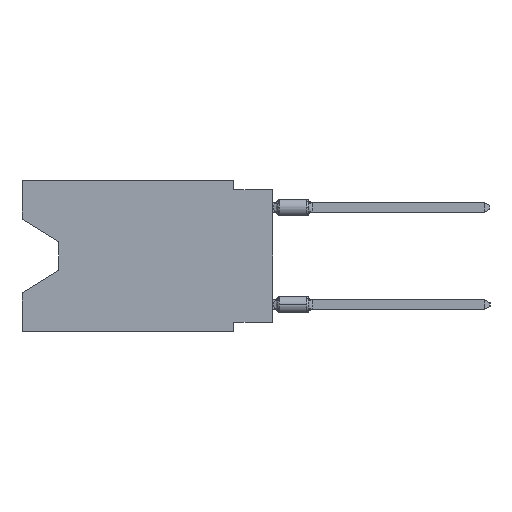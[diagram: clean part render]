
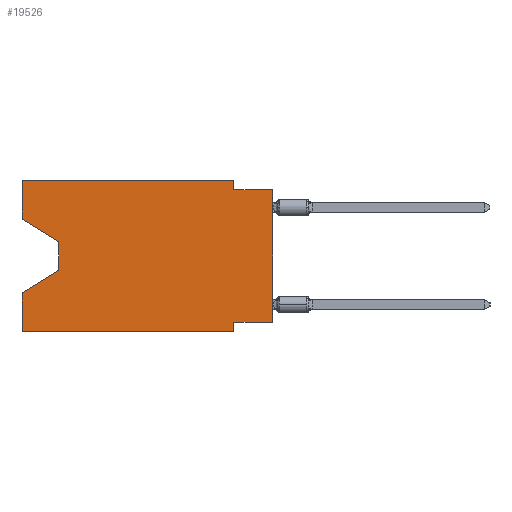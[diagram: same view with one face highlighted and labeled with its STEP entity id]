
A CAD part, left-side view. The second image highlights one B-rep face of the part: STEP entity #19526.
In plain terms, the highlighted planar face has unit normal (-1, 0, 0).
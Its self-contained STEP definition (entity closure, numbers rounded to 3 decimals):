
#315 = CARTESIAN_POINT ( 'NONE',  ( 0., 16.383, 0. ) ) ;
#365 = DIRECTION ( 'NONE',  ( 0., -1., 0. ) ) ;
#517 = EDGE_CURVE ( 'NONE', #25562, #2669, #28484, .T. ) ;
#612 = EDGE_CURVE ( 'NONE', #38364, #22857, #42020, .T. ) ;
#1477 = DIRECTION ( 'NONE',  ( 0., 1., 0. ) ) ;
#1632 = ORIENTED_EDGE ( 'NONE', *, *, #25133, .T. ) ;
#1974 = DIRECTION ( 'NONE',  ( 0., -1., 0. ) ) ;
#2175 = ORIENTED_EDGE ( 'NONE', *, *, #27188, .T. ) ;
#2669 = VERTEX_POINT ( 'NONE', #6755 ) ;
#3615 = VERTEX_POINT ( 'NONE', #40780 ) ;
#5043 = ORIENTED_EDGE ( 'NONE', *, *, #36702, .F. ) ;
#5179 = VECTOR ( 'NONE', #13384, 1000. ) ;
#5438 = CARTESIAN_POINT ( 'NONE',  ( 0., 2.54, -0.635 ) ) ;
#5499 = CARTESIAN_POINT ( 'NONE',  ( 0., 16.383, 0. ) ) ;
#5529 = CARTESIAN_POINT ( 'NONE',  ( 0., 16.383, -2.546 ) ) ;
#5744 = CARTESIAN_POINT ( 'NONE',  ( 0., 13.97, -5.893 ) ) ;
#6755 = CARTESIAN_POINT ( 'NONE',  ( 0., 16.383, -7.36 ) ) ;
#7637 = VECTOR ( 'NONE', #18830, 1000. ) ;
#8104 = EDGE_CURVE ( 'NONE', #14108, #12016, #16743, .T. ) ;
#8355 = CARTESIAN_POINT ( 'NONE',  ( 0., 0., 0. ) ) ;
#8629 = LINE ( 'NONE', #18713, #26385 ) ;
#9645 = CARTESIAN_POINT ( 'NONE',  ( 0., 2.54, -9.906 ) ) ;
#9766 = CARTESIAN_POINT ( 'NONE',  ( 0., 16.383, 0. ) ) ;
#11543 = DIRECTION ( 'NONE',  ( 0., -0.855, -0.519 ) ) ;
#11548 = CARTESIAN_POINT ( 'NONE',  ( 0., 0., -9.271 ) ) ;
#11574 = ORIENTED_EDGE ( 'NONE', *, *, #612, .F. ) ;
#12016 = VERTEX_POINT ( 'NONE', #28128 ) ;
#13384 = DIRECTION ( 'NONE',  ( 0., 0., 1. ) ) ;
#14108 = VERTEX_POINT ( 'NONE', #34736 ) ;
#15383 = ORIENTED_EDGE ( 'NONE', *, *, #30816, .F. ) ;
#15848 = EDGE_CURVE ( 'NONE', #3615, #25562, #32102, .T. ) ;
#16599 = LINE ( 'NONE', #315, #5179 ) ;
#16743 = LINE ( 'NONE', #9645, #23340 ) ;
#16952 = DIRECTION ( 'NONE',  ( 0., -1., 0. ) ) ;
#17148 = DIRECTION ( 'NONE',  ( 1., 0., 0. ) ) ;
#17325 = EDGE_LOOP ( 'NONE', ( #2175, #26315, #36324, #24421, #1632, #18565, #5043, #35183, #34494, #33373, #11574, #15383 ) ) ;
#17953 = VECTOR ( 'NONE', #365, 1000. ) ;
#18057 = LINE ( 'NONE', #25111, #32539 ) ;
#18204 = CARTESIAN_POINT ( 'NONE',  ( 0., 16.383, -9.906 ) ) ;
#18435 = VECTOR ( 'NONE', #1477, 1000. ) ;
#18547 = VERTEX_POINT ( 'NONE', #33553 ) ;
#18565 = ORIENTED_EDGE ( 'NONE', *, *, #8104, .F. ) ;
#18713 = CARTESIAN_POINT ( 'NONE',  ( 0., 2.54, 0. ) ) ;
#18830 = DIRECTION ( 'NONE',  ( 0., 0.855, -0.519 ) ) ;
#18933 = DIRECTION ( 'NONE',  ( 0., 0., -1. ) ) ;
#19015 = CARTESIAN_POINT ( 'NONE',  ( 0., 13.97, -4.013 ) ) ;
#19526 = ADVANCED_FACE ( 'NONE', ( #21790 ), #23774, .F. ) ;
#20194 = VERTEX_POINT ( 'NONE', #29440 ) ;
#20368 = LINE ( 'NONE', #26366, #38789 ) ;
#21487 = CARTESIAN_POINT ( 'NONE',  ( 0., 16.383, 0. ) ) ;
#21506 = CARTESIAN_POINT ( 'NONE',  ( 0., 16.383, 0. ) ) ;
#21790 = FACE_OUTER_BOUND ( 'NONE', #17325, .T. ) ;
#21872 = DIRECTION ( 'NONE',  ( 0., 0., 1. ) ) ;
#22421 = DIRECTION ( 'NONE',  ( 0., 0., -1. ) ) ;
#22728 = DIRECTION ( 'NONE',  ( 0., 0., -1. ) ) ;
#22857 = VERTEX_POINT ( 'NONE', #34898 ) ;
#23340 = VECTOR ( 'NONE', #22728, 1000. ) ;
#23774 = PLANE ( 'NONE',  #31873 ) ;
#24421 = ORIENTED_EDGE ( 'NONE', *, *, #41676, .F. ) ;
#24649 = LINE ( 'NONE', #8355, #29626 ) ;
#24888 = EDGE_CURVE ( 'NONE', #37662, #20194, #18057, .T. ) ;
#25111 = CARTESIAN_POINT ( 'NONE',  ( 0., 0., -0.635 ) ) ;
#25133 = EDGE_CURVE ( 'NONE', #33109, #12016, #20368, .T. ) ;
#25562 = VERTEX_POINT ( 'NONE', #26963 ) ;
#26315 = ORIENTED_EDGE ( 'NONE', *, *, #15848, .T. ) ;
#26366 = CARTESIAN_POINT ( 'NONE',  ( 0., 16.383, -9.906 ) ) ;
#26385 = VECTOR ( 'NONE', #18933, 1000. ) ;
#26395 = VERTEX_POINT ( 'NONE', #41712 ) ;
#26765 = EDGE_CURVE ( 'NONE', #18547, #20194, #24649, .T. ) ;
#26824 = VECTOR ( 'NONE', #22421, 1000. ) ;
#26963 = CARTESIAN_POINT ( 'NONE',  ( 0., 13.97, -5.893 ) ) ;
#27188 = EDGE_CURVE ( 'NONE', #26395, #3615, #31490, .T. ) ;
#28128 = CARTESIAN_POINT ( 'NONE',  ( 0., 2.54, -9.906 ) ) ;
#28484 = LINE ( 'NONE', #5744, #7637 ) ;
#28540 = VECTOR ( 'NONE', #11543, 1000. ) ;
#29440 = CARTESIAN_POINT ( 'NONE',  ( 0., 0., -0.635 ) ) ;
#29626 = VECTOR ( 'NONE', #21872, 1000. ) ;
#30816 = EDGE_CURVE ( 'NONE', #26395, #38364, #16599, .T. ) ;
#31490 = LINE ( 'NONE', #5529, #28540 ) ;
#31873 = AXIS2_PLACEMENT_3D ( 'NONE', #5499, #17148, #33652 ) ;
#32102 = LINE ( 'NONE', #19015, #26824 ) ;
#32539 = VECTOR ( 'NONE', #1974, 1000. ) ;
#33109 = VERTEX_POINT ( 'NONE', #18204 ) ;
#33373 = ORIENTED_EDGE ( 'NONE', *, *, #39610, .F. ) ;
#33553 = CARTESIAN_POINT ( 'NONE',  ( 0., 0., -9.271 ) ) ;
#33652 = DIRECTION ( 'NONE',  ( 0., 0., -1. ) ) ;
#34494 = ORIENTED_EDGE ( 'NONE', *, *, #24888, .F. ) ;
#34736 = CARTESIAN_POINT ( 'NONE',  ( 0., 2.54, -9.271 ) ) ;
#34898 = CARTESIAN_POINT ( 'NONE',  ( 0., 2.54, 0. ) ) ;
#34901 = VECTOR ( 'NONE', #41281, 1000. ) ;
#35183 = ORIENTED_EDGE ( 'NONE', *, *, #26765, .T. ) ;
#36324 = ORIENTED_EDGE ( 'NONE', *, *, #517, .T. ) ;
#36702 = EDGE_CURVE ( 'NONE', #18547, #14108, #37314, .T. ) ;
#37314 = LINE ( 'NONE', #11548, #18435 ) ;
#37662 = VERTEX_POINT ( 'NONE', #5438 ) ;
#38281 = LINE ( 'NONE', #21506, #34901 ) ;
#38364 = VERTEX_POINT ( 'NONE', #21487 ) ;
#38789 = VECTOR ( 'NONE', #16952, 1000. ) ;
#39610 = EDGE_CURVE ( 'NONE', #22857, #37662, #8629, .T. ) ;
#40780 = CARTESIAN_POINT ( 'NONE',  ( 0., 13.97, -4.013 ) ) ;
#41281 = DIRECTION ( 'NONE',  ( 0., 0., 1. ) ) ;
#41676 = EDGE_CURVE ( 'NONE', #33109, #2669, #38281, .T. ) ;
#41712 = CARTESIAN_POINT ( 'NONE',  ( 0., 16.383, -2.546 ) ) ;
#42020 = LINE ( 'NONE', #9766, #17953 ) ;
